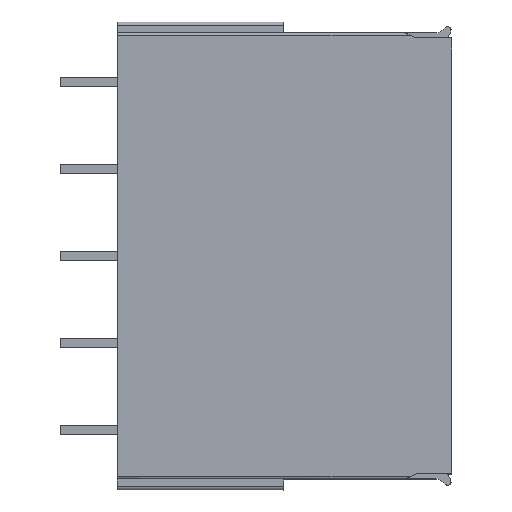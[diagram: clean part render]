
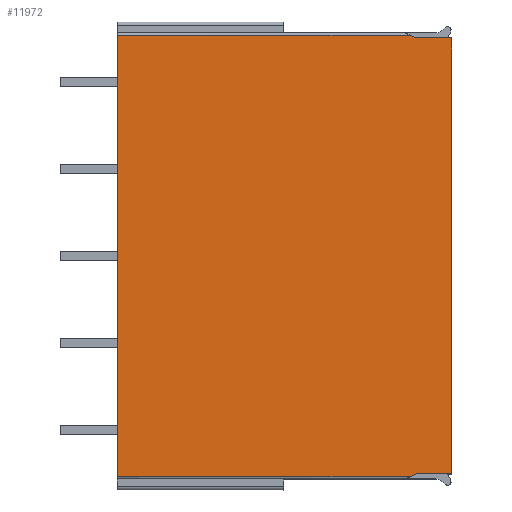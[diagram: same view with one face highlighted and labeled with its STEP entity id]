
A CAD part, top view. The second image highlights one B-rep face of the part: STEP entity #11972.
In plain terms, the highlighted planar face has unit normal (0, 0, 1).
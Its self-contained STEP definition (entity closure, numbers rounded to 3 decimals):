
#1023=DIRECTION('',(0.,1.,0.));
#1024=VECTOR('',#1023,38.1);
#1025=CARTESIAN_POINT('',(14.625,1.4,7.145));
#1026=LINE('',#1025,#1024);
#3004=CARTESIAN_POINT('',(-14.625,39.748,7.143));
#3012=CARTESIAN_POINT('',(-14.625,1.152,7.143));
#3982=DIRECTION('',(-0.907,0.421,-0.004));
#3983=VECTOR('',#3982,0.594);
#3984=CARTESIAN_POINT('',(11.525,39.5,7.145));
#3985=LINE('',#3984,#3983);
#3986=DIRECTION('',(-1.,0.,0.));
#3987=VECTOR('',#3986,3.1);
#3988=CARTESIAN_POINT('',(14.625,39.5,7.145));
#3989=LINE('',#3988,#3987);
#3990=DIRECTION('',(-1.,0.,0.));
#3991=VECTOR('',#3990,3.1);
#3992=CARTESIAN_POINT('',(14.625,1.4,7.145));
#3993=LINE('',#3992,#3991);
#3994=DIRECTION('',(-0.907,-0.421,-0.004));
#3995=VECTOR('',#3994,0.594);
#3996=CARTESIAN_POINT('',(11.525,1.4,7.145));
#3997=LINE('',#3996,#3995);
#3998=DIRECTION('',(1.,0.,0.));
#3999=VECTOR('',#3998,25.611);
#4000=CARTESIAN_POINT('',(-14.625,1.152,7.143));
#4001=LINE('',#4000,#3999);
#4002=DIRECTION('',(0.,1.,0.));
#4003=VECTOR('',#4002,38.596);
#4004=CARTESIAN_POINT('',(-14.625,1.152,7.143));
#4005=LINE('',#4004,#4003);
#4006=DIRECTION('',(-1.,0.,0.));
#4007=VECTOR('',#4006,25.611);
#4008=CARTESIAN_POINT('',(10.986,39.75,7.143));
#4009=LINE('',#4008,#4007);
#5757=CARTESIAN_POINT('',(14.625,1.4,7.145));
#5758=CARTESIAN_POINT('',(11.525,1.4,7.145));
#5759=VERTEX_POINT('',#5757);
#5760=VERTEX_POINT('',#5758);
#5795=VERTEX_POINT('',#3012);
#5804=CARTESIAN_POINT('',(10.986,1.15,7.143));
#5805=VERTEX_POINT('',#5804);
#5827=VERTEX_POINT('',#3004);
#5975=CARTESIAN_POINT('',(11.525,39.5,7.145));
#5977=VERTEX_POINT('',#5975);
#6037=CARTESIAN_POINT('',(10.986,39.75,7.143));
#6038=VERTEX_POINT('',#6037);
#6039=CARTESIAN_POINT('',(14.625,39.5,7.145));
#6040=VERTEX_POINT('',#6039);
#11954=CARTESIAN_POINT('',(-14.625,0.,7.145));
#11955=DIRECTION('',(0.,0.,1.));
#11956=DIRECTION('',(1.,0.,0.));
#11957=AXIS2_PLACEMENT_3D('',#11954,#11955,#11956);
#11958=PLANE('',#11957);
#11959=ORIENTED_EDGE('',*,*,#10888,.F.);
#11960=ORIENTED_EDGE('',*,*,#11949,.F.);
#11961=ORIENTED_EDGE('',*,*,#7322,.F.);
#11963=ORIENTED_EDGE('',*,*,#11962,.T.);
#11965=ORIENTED_EDGE('',*,*,#11964,.T.);
#11967=ORIENTED_EDGE('',*,*,#11966,.F.);
#11968=ORIENTED_EDGE('',*,*,#10687,.T.);
#11969=ORIENTED_EDGE('',*,*,#10871,.F.);
#11970=EDGE_LOOP('',(#11959,#11960,#11961,#11963,#11965,#11967,#11968,#11969));
#11971=FACE_OUTER_BOUND('',#11970,.F.);
#11972=ADVANCED_FACE('',(#11971),#11958,.T.);
#7322=EDGE_CURVE('',#5759,#6040,#1026,.T.);
#10687=EDGE_CURVE('',#5795,#5827,#4005,.T.);
#10871=EDGE_CURVE('',#6038,#5827,#4009,.T.);
#10888=EDGE_CURVE('',#5977,#6038,#3985,.T.);
#11949=EDGE_CURVE('',#6040,#5977,#3989,.T.);
#11962=EDGE_CURVE('',#5759,#5760,#3993,.T.);
#11964=EDGE_CURVE('',#5760,#5805,#3997,.T.);
#11966=EDGE_CURVE('',#5795,#5805,#4001,.T.);
